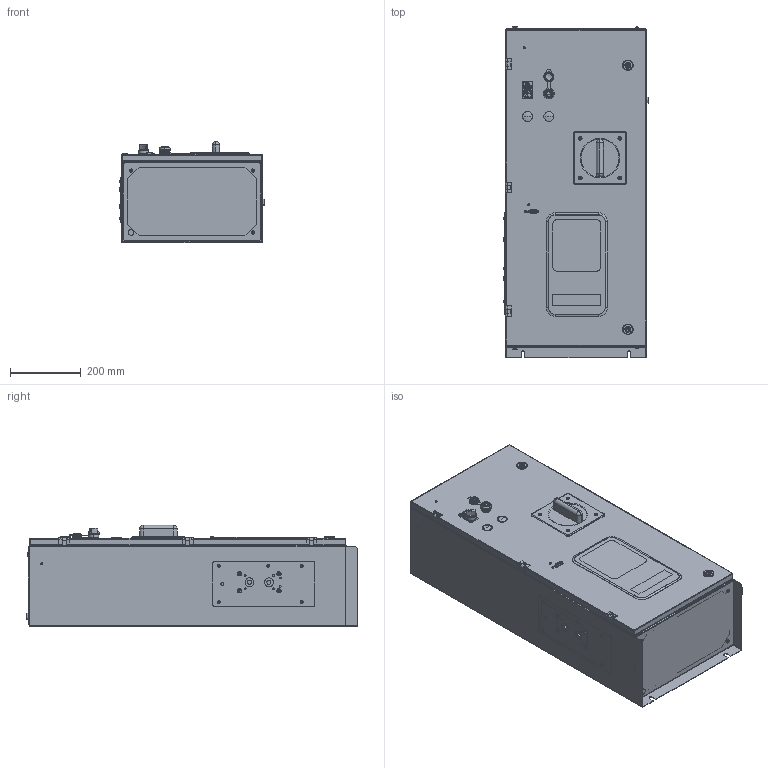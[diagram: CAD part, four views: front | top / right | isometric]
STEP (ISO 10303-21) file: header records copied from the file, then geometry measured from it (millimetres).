
FILE_DESCRIPTION (( 'STEP AP214' ), '1' );
FILE_NAME ('EN7000 SIZE 2 (UK).STEP', '2022-02-10T08:07:12', ( '' ), ( '' ), 'SwSTEP 2.0', 'SolidWorks 2021', '' );
FILE_SCHEMA (( 'AUTOMOTIVE_DESIGN' ));
Length unit declared in the file: millimetre
Products named in the file (1): EN7000 SIZE 2 (UK)
Bounding box: 412.88 x 939.9 x 287.1 mm (x, y, z)
Surface area: 2839345.6 mm2 (no closed solid volume)
Topology: 0 solids, 99 shells, 662 faces, 2785 edges, 2157 vertices
Faces by surface type: plane 268, cylinder 209, cone 69, torus 43, sphere 40, bspline 33
Entity records: 40296 total; most frequent: CARTESIAN_POINT 10195, DIRECTION 5067, ORIENTED_EDGE 3857, EDGE_CURVE 2775, VERTEX_POINT 2157, AXIS2_PLACEMENT_3D 1944, CIRCLE 1314, VECTOR 1179
